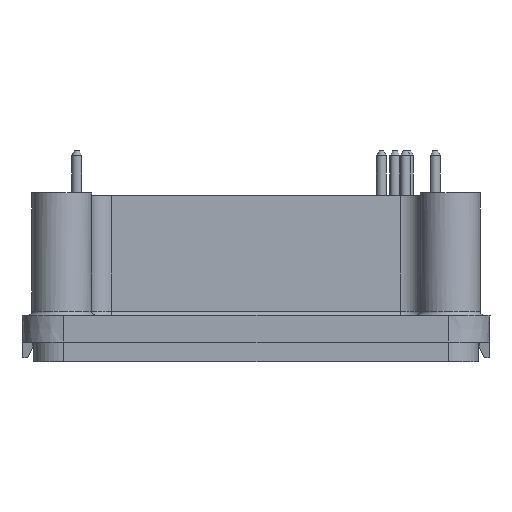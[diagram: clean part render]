
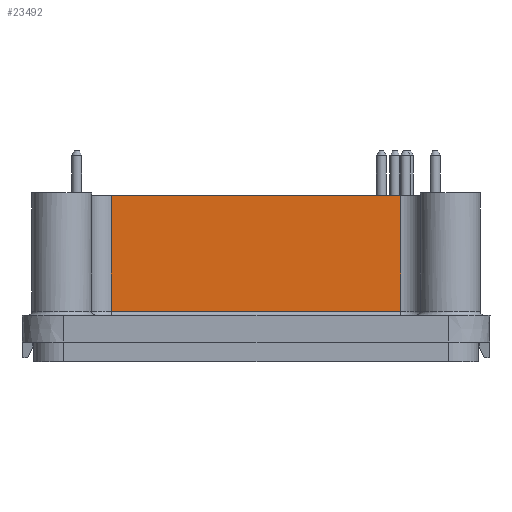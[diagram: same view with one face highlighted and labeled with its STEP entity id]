
A CAD part, left-side view. The second image highlights one B-rep face of the part: STEP entity #23492.
In plain terms, the highlighted planar face has unit normal (-1, 0, 0).
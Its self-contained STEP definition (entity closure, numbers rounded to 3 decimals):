
#2212=ORIENTED_EDGE('',*,*,#7094,.F.);
#2213=ORIENTED_EDGE('',*,*,#7095,.T.);
#2214=ORIENTED_EDGE('',*,*,#7096,.T.);
#2215=ORIENTED_EDGE('',*,*,#7097,.F.);
#7094=EDGE_CURVE('',#9525,#9526,#11039,.T.);
#7095=EDGE_CURVE('',#9525,#9527,#11040,.T.);
#7096=EDGE_CURVE('',#9527,#9528,#11041,.T.);
#7097=EDGE_CURVE('',#9526,#9528,#11042,.T.);
#9525=VERTEX_POINT('',#31944);
#9526=VERTEX_POINT('',#31945);
#9527=VERTEX_POINT('',#31947);
#9528=VERTEX_POINT('',#31949);
#11039=LINE('',#31943,#12317);
#11040=LINE('',#31946,#12318);
#11041=LINE('',#31948,#12319);
#11042=LINE('',#31950,#12320);
#12317=VECTOR('',#26740,1000.);
#12318=VECTOR('',#26741,1000.);
#12319=VECTOR('',#26742,1000.);
#12320=VECTOR('',#26743,1000.);
#13382=EDGE_LOOP('',(#2212,#2213,#2214,#2215));
#14718=FACE_BOUND('',#13382,.T.);
#15999=PLANE('',#24665);
#23492=ADVANCED_FACE('',(#14718),#15999,.F.);
#24665=AXIS2_PLACEMENT_3D('',#31942,#26738,#26739);
#26738=DIRECTION('',(1.,0.,0.));
#26739=DIRECTION('',(0.,-1.,0.));
#26740=DIRECTION('',(0.,0.,-1.));
#26741=DIRECTION('',(0.,1.,0.));
#26742=DIRECTION('',(0.,0.,-1.));
#26743=DIRECTION('',(0.,1.,0.));
#31942=CARTESIAN_POINT('',(-39.5,-22.5,61.53));
#31943=CARTESIAN_POINT('',(-39.5,-14.525,61.53));
#31944=CARTESIAN_POINT('',(-39.5,-14.525,13.4));
#31945=CARTESIAN_POINT('',(-39.5,-14.525,1.8));
#31946=CARTESIAN_POINT('',(-39.5,-22.5,13.4));
#31947=CARTESIAN_POINT('',(-39.5,14.525,13.4));
#31948=CARTESIAN_POINT('',(-39.5,14.525,61.53));
#31949=CARTESIAN_POINT('',(-39.5,14.525,1.8));
#31950=CARTESIAN_POINT('',(-39.5,-22.5,1.8));
